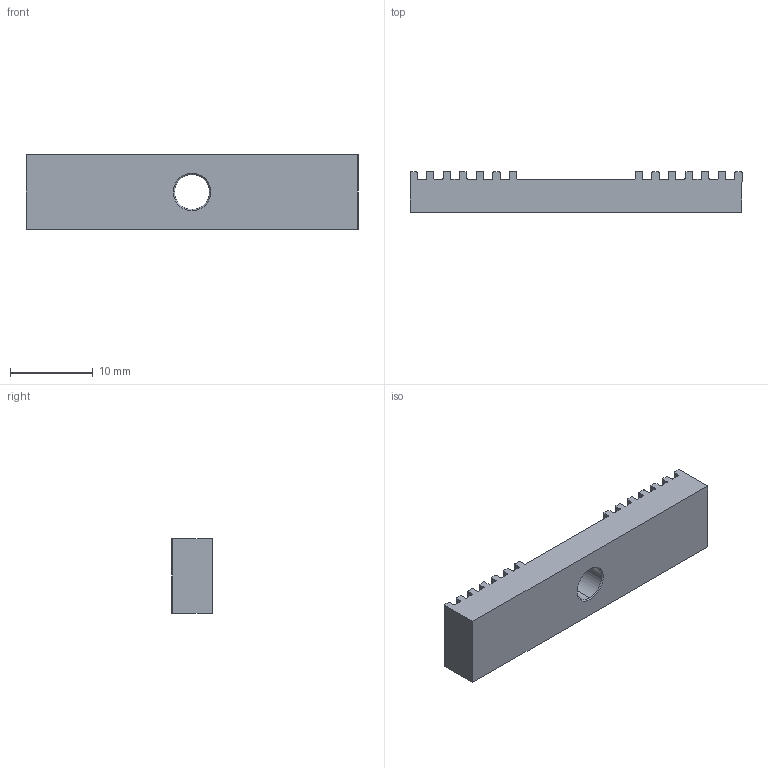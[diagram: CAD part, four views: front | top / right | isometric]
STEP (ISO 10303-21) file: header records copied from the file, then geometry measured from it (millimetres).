
FILE_DESCRIPTION (( 'STEP AP214' ), '1' );
FILE_NAME ('GT2 Aluminum Timing Belt Clamp.STEP', '2021-05-29T20:39:02', ( '' ), ( '' ), 'SwSTEP 2.0', 'SolidWorks 2018', '' );
FILE_SCHEMA (( 'AUTOMOTIVE_DESIGN' ));
Length unit declared in the file: millimetre
Products named in the file (1): GT2 Aluminum Timing Belt Clamp
Bounding box: 40 x 4.9 x 9 mm (x, y, z)
Volume: 1480.6 mm3; surface area: 1365.8 mm2
Topology: 1 solids, 1 shells, 116 faces, 340 edges, 226 vertices
Faces by surface type: plane 58, cylinder 56, cone 2
Entity records: 3920 total; most frequent: DIRECTION 688, CARTESIAN_POINT 683, ORIENTED_EDGE 680, EDGE_CURVE 340, AXIS2_PLACEMENT_3D 231, VECTOR 226, LINE 226, VERTEX_POINT 226
